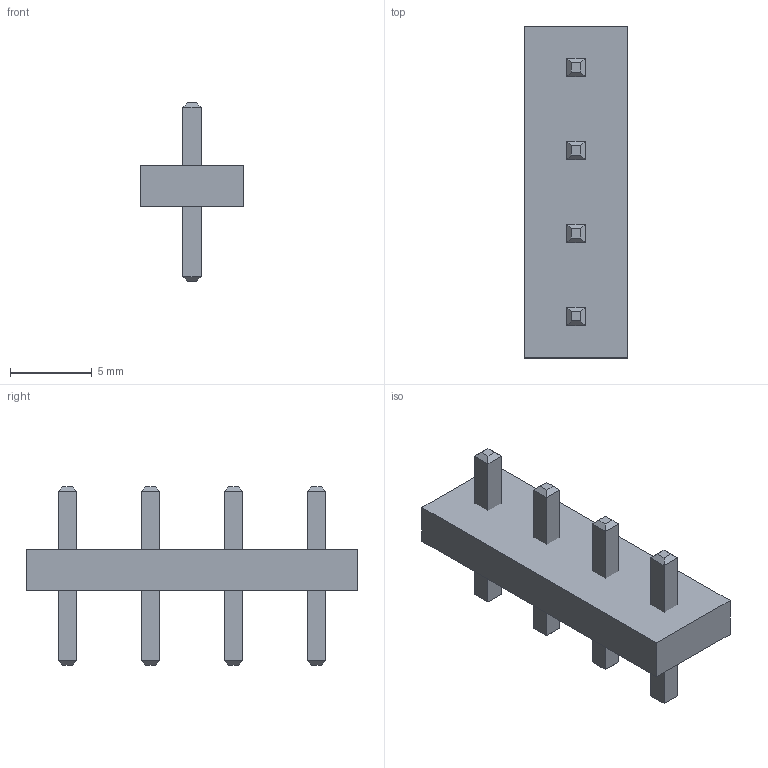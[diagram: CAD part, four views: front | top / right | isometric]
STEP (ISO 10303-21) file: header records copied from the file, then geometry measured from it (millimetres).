
FILE_DESCRIPTION(/* description */ ('model of Samtec_HPM-04-05-x-S_Straight_1x04_Pitch5.08mm'),/* implementation_level */ '2;1');
FILE_NAME(/* name */ 'Samtec_HPM-04-05-x-S_Straight_1x04_Pitch5.08mm.step',/* time_stamp */ '2023-01-04T12:13:53',/* author */ ('KiCAD','kicad'),/* organization */ ('OCCT'),/* preprocessor_version */ '',/* originating_system */ 'KiCAD',/* authorisation */ '');
FILE_SCHEMA(('AUTOMOTIVE_DESIGN { 1 0 10303 214 1 1 1 1 }'));
Length unit declared in the file: millimetre
Products named in the file (7): CQ assembly; df858d9e-8c20-11ed-b7ac-a0cec80452fd; df858d9e-8c20-11ed-b7ac-a0cec80452fd_part; df8591cc-8c20-11ed-b7ac-a0cec80452fd; df8591cc-8c20-11ed-b7ac-a0cec80452fd_part; df859488-8c20-11ed-b7ac-a0cec80452fd; df859488-8c20-11ed-b7ac-a0cec80452fd_part
Assembly tree (6 placements, depth 4):
  CQ assembly
    df858d9e-8c20-11ed-b7ac-a0cec80452fd
      df858d9e-8c20-11ed-b7ac-a0cec80452fd_part
      df8591cc-8c20-11ed-b7ac-a0cec80452fd
        df8591cc-8c20-11ed-b7ac-a0cec80452fd_part
      df859488-8c20-11ed-b7ac-a0cec80452fd
        df859488-8c20-11ed-b7ac-a0cec80452fd_part
Bounding box: 6.35 x 20.32 x 10.92 mm (x, y, z)
Volume: 383.3 mm3; surface area: 596 mm2
Topology: 5 solids, 5 shells, 62 faces, 124 edges, 72 vertices
Faces by surface type: plane 62
Entity records: 1681 total; most frequent: CARTESIAN_POINT 265, DIRECTION 262, ORIENTED_EDGE 248, EDGE_CURVE 124, LINE 124, VECTOR 124, VERTEX_POINT 72, AXIS2_PLACEMENT_3D 69
